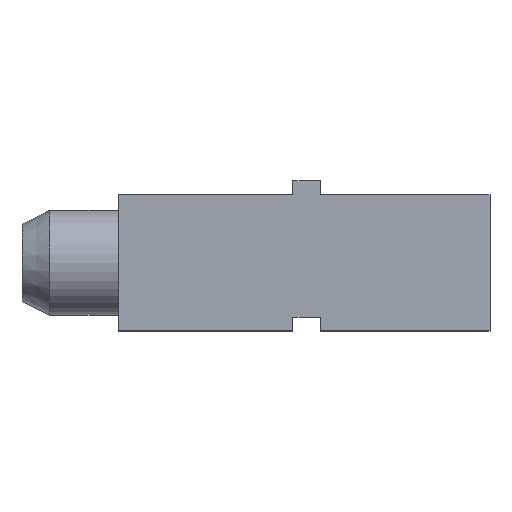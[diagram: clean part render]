
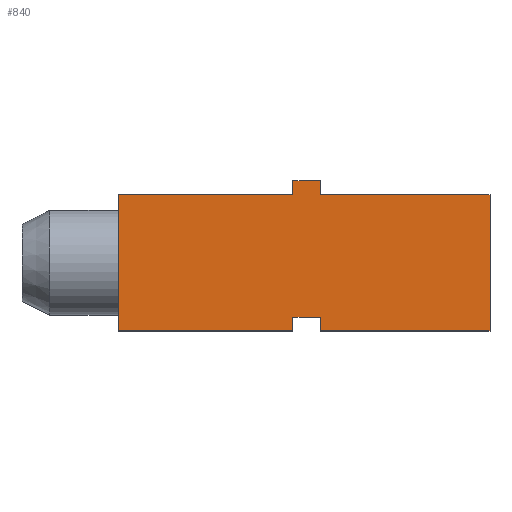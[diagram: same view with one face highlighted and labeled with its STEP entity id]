
A CAD part, top view. The second image highlights one B-rep face of the part: STEP entity #840.
In plain terms, the highlighted planar face has unit normal (0, 0, 1).
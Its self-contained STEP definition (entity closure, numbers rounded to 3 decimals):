
#394=CARTESIAN_POINT('',(-6.84,-2.475,9.95));
#395=VERTEX_POINT('',#394);
#396=CARTESIAN_POINT('',(-6.84,2.475,9.95));
#397=VERTEX_POINT('',#396);
#398=CARTESIAN_POINT('',(-6.84,-2.475,9.95));
#399=DIRECTION('',(0.0,1.0,0.0));
#400=VECTOR('',#399,4.95);
#401=LINE('',#398,#400);
#402=EDGE_CURVE('',#395,#397,#401,.T.);
#470=CARTESIAN_POINT('',(0.5,-2.475,9.95));
#471=VERTEX_POINT('',#470);
#472=CARTESIAN_POINT('',(0.5,-1.975,9.95));
#473=VERTEX_POINT('',#472);
#474=CARTESIAN_POINT('',(0.5,-2.475,9.95));
#475=DIRECTION('',(0.0,1.0,0.0));
#476=VECTOR('',#475,0.5);
#477=LINE('',#474,#476);
#478=EDGE_CURVE('',#471,#473,#477,.T.);
#510=CARTESIAN_POINT('',(-0.5,-1.975,9.95));
#511=VERTEX_POINT('',#510);
#512=CARTESIAN_POINT('',(0.5,-1.975,9.95));
#513=DIRECTION('',(-1.0,0.0,0.0));
#514=VECTOR('',#513,1.0);
#515=LINE('',#512,#514);
#516=EDGE_CURVE('',#473,#511,#515,.T.);
#541=CARTESIAN_POINT('',(-0.5,-2.475,9.95));
#542=VERTEX_POINT('',#541);
#543=CARTESIAN_POINT('',(-0.5,-1.975,9.95));
#544=DIRECTION('',(0.0,-1.0,0.0));
#545=VECTOR('',#544,0.5);
#546=LINE('',#543,#545);
#547=EDGE_CURVE('',#511,#542,#546,.T.);
#572=CARTESIAN_POINT('',(-0.5,-2.475,9.95));
#573=DIRECTION('',(-1.0,0.0,0.0));
#574=VECTOR('',#573,6.34);
#575=LINE('',#572,#574);
#576=EDGE_CURVE('',#542,#395,#575,.T.);
#594=CARTESIAN_POINT('',(-0.5,2.475,9.95));
#595=VERTEX_POINT('',#594);
#596=CARTESIAN_POINT('',(-6.84,2.475,9.95));
#597=DIRECTION('',(1.0,0.0,0.0));
#598=VECTOR('',#597,6.34);
#599=LINE('',#596,#598);
#600=EDGE_CURVE('',#397,#595,#599,.T.);
#625=CARTESIAN_POINT('',(-0.5,2.975,9.95));
#626=VERTEX_POINT('',#625);
#627=CARTESIAN_POINT('',(-0.5,2.475,9.95));
#628=DIRECTION('',(0.0,1.0,0.0));
#629=VECTOR('',#628,0.5);
#630=LINE('',#627,#629);
#631=EDGE_CURVE('',#595,#626,#630,.T.);
#656=CARTESIAN_POINT('',(0.5,2.975,9.95));
#657=VERTEX_POINT('',#656);
#658=CARTESIAN_POINT('',(-0.5,2.975,9.95));
#659=DIRECTION('',(1.0,0.0,0.0));
#660=VECTOR('',#659,1.0);
#661=LINE('',#658,#660);
#662=EDGE_CURVE('',#626,#657,#661,.T.);
#687=CARTESIAN_POINT('',(0.5,2.475,9.95));
#688=VERTEX_POINT('',#687);
#689=CARTESIAN_POINT('',(0.5,2.975,9.95));
#690=DIRECTION('',(0.0,-1.0,0.0));
#691=VECTOR('',#690,0.5);
#692=LINE('',#689,#691);
#693=EDGE_CURVE('',#657,#688,#692,.T.);
#718=CARTESIAN_POINT('',(6.66,2.475,9.95));
#719=VERTEX_POINT('',#718);
#720=CARTESIAN_POINT('',(0.5,2.475,9.95));
#721=DIRECTION('',(1.0,0.0,0.0));
#722=VECTOR('',#721,6.16);
#723=LINE('',#720,#722);
#724=EDGE_CURVE('',#688,#719,#723,.T.);
#749=CARTESIAN_POINT('',(6.66,-2.475,9.95));
#750=VERTEX_POINT('',#749);
#751=CARTESIAN_POINT('',(6.66,2.475,9.95));
#752=DIRECTION('',(0.0,-1.0,0.0));
#753=VECTOR('',#752,4.95);
#754=LINE('',#751,#753);
#755=EDGE_CURVE('',#719,#750,#754,.T.);
#780=CARTESIAN_POINT('',(6.66,-2.475,9.95));
#781=DIRECTION('',(-1.0,0.0,0.0));
#782=VECTOR('',#781,6.16);
#783=LINE('',#780,#782);
#784=EDGE_CURVE('',#750,#471,#783,.T.);
#821=CARTESIAN_POINT('',(-0.085,0.039,9.95));
#822=DIRECTION('',(0.0,0.0,1.0));
#823=DIRECTION('',(1.0,0.0,0.0));
#824=AXIS2_PLACEMENT_3D('',#821,#822,#823);
#825=PLANE('',#824);
#826=ORIENTED_EDGE('',*,*,#478,.F.);
#827=ORIENTED_EDGE('',*,*,#784,.F.);
#828=ORIENTED_EDGE('',*,*,#755,.F.);
#829=ORIENTED_EDGE('',*,*,#724,.F.);
#830=ORIENTED_EDGE('',*,*,#693,.F.);
#831=ORIENTED_EDGE('',*,*,#662,.F.);
#832=ORIENTED_EDGE('',*,*,#631,.F.);
#833=ORIENTED_EDGE('',*,*,#600,.F.);
#834=ORIENTED_EDGE('',*,*,#402,.F.);
#835=ORIENTED_EDGE('',*,*,#576,.F.);
#836=ORIENTED_EDGE('',*,*,#547,.F.);
#837=ORIENTED_EDGE('',*,*,#516,.F.);
#838=EDGE_LOOP('',(#826,#827,#828,#829,#830,#831,#832,#833,#834,#835,#836,#837));
#839=FACE_OUTER_BOUND('',#838,.T.);
#840=ADVANCED_FACE('',(#839),#825,.T.);
